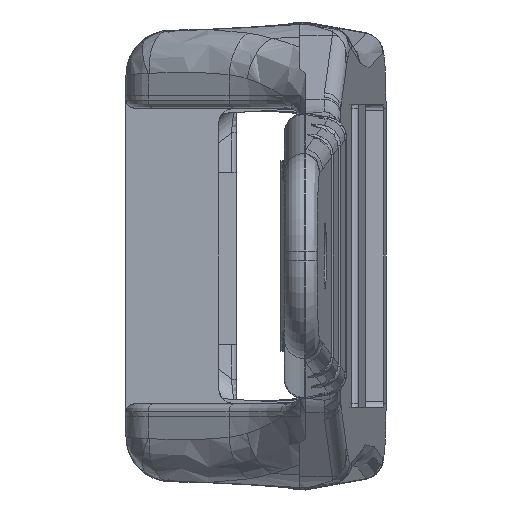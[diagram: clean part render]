
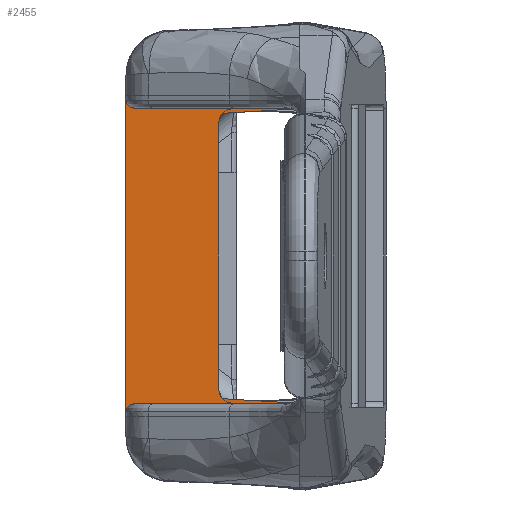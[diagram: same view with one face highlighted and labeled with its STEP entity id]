
A CAD part, left-side view. The second image highlights one B-rep face of the part: STEP entity #2455.
In plain terms, the highlighted planar face has unit normal (-0.999, 0.052, 0).
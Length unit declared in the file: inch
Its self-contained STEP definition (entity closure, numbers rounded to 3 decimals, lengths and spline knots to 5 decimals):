
#1152=ELLIPSE('',#14246,0.01602,0.016);
#1154=ELLIPSE('',#14249,0.01602,0.016);
#1277=ELLIPSE('',#15176,0.01673,0.016);
#1280=ELLIPSE('',#15181,0.01673,0.016);
#1281=ELLIPSE('',#15190,0.01001,0.01);
#1282=ELLIPSE('',#15192,0.01001,0.01);
#2455=ADVANCED_FACE('',(#3595),#2945,.F.);
#2945=PLANE('',#15195);
#3595=FACE_OUTER_BOUND('',#4390,.T.);
#4390=EDGE_LOOP('',(#7834,#7835,#7836,#7837,#7838,#7839,#7840,#7841,#7842,
#7843,#7844,#7845));
#7834=ORIENTED_EDGE('',*,*,#11826,.F.);
#7835=ORIENTED_EDGE('',*,*,#11847,.T.);
#7836=ORIENTED_EDGE('',*,*,#10383,.T.);
#7837=ORIENTED_EDGE('',*,*,#11848,.T.);
#7838=ORIENTED_EDGE('',*,*,#10391,.T.);
#7839=ORIENTED_EDGE('',*,*,#11849,.T.);
#7840=ORIENTED_EDGE('',*,*,#11833,.F.);
#7841=ORIENTED_EDGE('',*,*,#11840,.F.);
#7842=ORIENTED_EDGE('',*,*,#11845,.F.);
#7843=ORIENTED_EDGE('',*,*,#10688,.F.);
#7844=ORIENTED_EDGE('',*,*,#11844,.F.);
#7845=ORIENTED_EDGE('',*,*,#11835,.F.);
#9141=VERTEX_POINT('',#19476);
#9142=VERTEX_POINT('',#19478);
#9149=VERTEX_POINT('',#19547);
#9150=VERTEX_POINT('',#19549);
#9431=VERTEX_POINT('',#20583);
#9432=VERTEX_POINT('',#20585);
#10087=VERTEX_POINT('',#25398);
#10088=VERTEX_POINT('',#25400);
#10090=VERTEX_POINT('',#25411);
#10092=VERTEX_POINT('',#25415);
#10093=VERTEX_POINT('',#25420);
#10096=VERTEX_POINT('',#25428);
#10383=EDGE_CURVE('',#9142,#9141,#1152,.T.);
#10391=EDGE_CURVE('',#9150,#9149,#1154,.T.);
#10688=EDGE_CURVE('',#9431,#9432,#12452,.T.);
#11826=EDGE_CURVE('',#10087,#10088,#1277,.T.);
#11833=EDGE_CURVE('',#10092,#10090,#1280,.T.);
#11835=EDGE_CURVE('',#10088,#10093,#13020,.T.);
#11840=EDGE_CURVE('',#10096,#10092,#13023,.T.);
#11844=EDGE_CURVE('',#10093,#9431,#1281,.T.);
#11845=EDGE_CURVE('',#9432,#10096,#1282,.T.);
#11847=EDGE_CURVE('',#10087,#9142,#13025,.T.);
#11848=EDGE_CURVE('',#9141,#9150,#13026,.T.);
#11849=EDGE_CURVE('',#9149,#10090,#13027,.T.);
#12452=LINE('',#20584,#13415);
#13020=LINE('',#25419,#13983);
#13023=LINE('',#25429,#13986);
#13025=LINE('',#25440,#13988);
#13026=LINE('',#25441,#13989);
#13027=LINE('',#25442,#13990);
#13415=VECTOR('',#16100,1.);
#13983=VECTOR('',#18262,1.);
#13986=VECTOR('',#18271,1.);
#13988=VECTOR('',#18291,1.);
#13989=VECTOR('',#18292,1.);
#13990=VECTOR('',#18293,1.);
#14246=AXIS2_PLACEMENT_3D('',#19477,#15703,#15704);
#14249=AXIS2_PLACEMENT_3D('',#19548,#15711,#15712);
#15176=AXIS2_PLACEMENT_3D('',#25399,#18244,#18245);
#15181=AXIS2_PLACEMENT_3D('',#25416,#18257,#18258);
#15190=AXIS2_PLACEMENT_3D('',#25435,#18281,#18282);
#15192=AXIS2_PLACEMENT_3D('',#25437,#18285,#18286);
#15195=AXIS2_PLACEMENT_3D('',#25443,#18294,#18295);
#15703=DIRECTION('',(0.999,-0.052,0.));
#15704=DIRECTION('',(0.052,0.999,0.));
#15711=DIRECTION('',(0.999,-0.052,0.));
#15712=DIRECTION('',(-0.052,-0.999,0.));
#16100=DIRECTION('',(0.,0.,1.));
#18244=DIRECTION('',(0.999,-0.052,0.));
#18245=DIRECTION('',(-0.052,-0.999,0.));
#18257=DIRECTION('',(0.999,-0.052,0.));
#18258=DIRECTION('',(0.052,0.999,0.));
#18262=DIRECTION('',(0.052,0.999,0.));
#18271=DIRECTION('',(-0.052,-0.999,0.));
#18281=DIRECTION('',(-0.999,0.052,0.));
#18282=DIRECTION('',(0.052,0.999,0.));
#18285=DIRECTION('',(-0.999,0.052,0.));
#18286=DIRECTION('',(-0.052,-0.999,0.));
#18291=DIRECTION('',(0.052,0.997,0.061));
#18292=DIRECTION('',(0.,0.,1.));
#18293=DIRECTION('',(-0.052,-0.997,0.061));
#18294=DIRECTION('',(0.999,-0.052,0.));
#18295=DIRECTION('',(-0.052,-0.999,0.));
#19476=CARTESIAN_POINT('',(13.17353,0.12816,-0.16434));
#19477=CARTESIAN_POINT('',(13.17269,0.11216,-0.16434));
#19478=CARTESIAN_POINT('',(13.17332,0.12429,-0.17477));
#19547=CARTESIAN_POINT('',(13.17332,0.12429,0.17477));
#19548=CARTESIAN_POINT('',(13.17269,0.11216,0.16434));
#19549=CARTESIAN_POINT('',(13.17353,0.12816,0.16434));
#20583=CARTESIAN_POINT('',(13.17949,0.24205,-0.191));
#20584=CARTESIAN_POINT('',(13.17949,0.24205,-3.39018));
#20585=CARTESIAN_POINT('',(13.17949,0.24205,0.191));
#25398=CARTESIAN_POINT('',(13.16843,0.03096,-0.18048));
#25399=CARTESIAN_POINT('',(13.16865,0.03519,-0.165));
#25400=CARTESIAN_POINT('',(13.16865,0.03519,-0.181));
#25411=CARTESIAN_POINT('',(13.16843,0.03096,0.18048));
#25415=CARTESIAN_POINT('',(13.16865,0.03519,0.181));
#25416=CARTESIAN_POINT('',(13.16865,0.03519,0.165));
#25419=CARTESIAN_POINT('',(13.16796,0.02205,-0.181));
#25420=CARTESIAN_POINT('',(13.17897,0.23205,-0.181));
#25428=CARTESIAN_POINT('',(13.17897,0.23205,0.181));
#25429=CARTESIAN_POINT('',(13.16796,0.02205,0.181));
#25435=CARTESIAN_POINT('',(13.17897,0.23205,-0.191));
#25437=CARTESIAN_POINT('',(13.17897,0.23205,0.191));
#25440=CARTESIAN_POINT('',(13.17296,0.11727,-0.1752));
#25441=CARTESIAN_POINT('',(13.17353,0.12816,-0.181));
#25442=CARTESIAN_POINT('',(13.16825,0.02755,0.18069));
#25443=CARTESIAN_POINT('',(13.16796,0.02205,-0.181));
